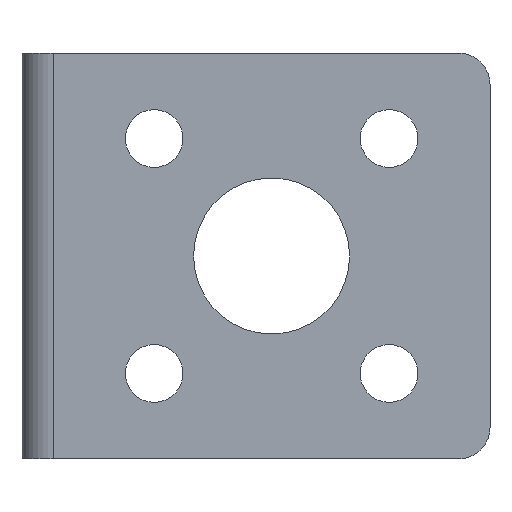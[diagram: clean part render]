
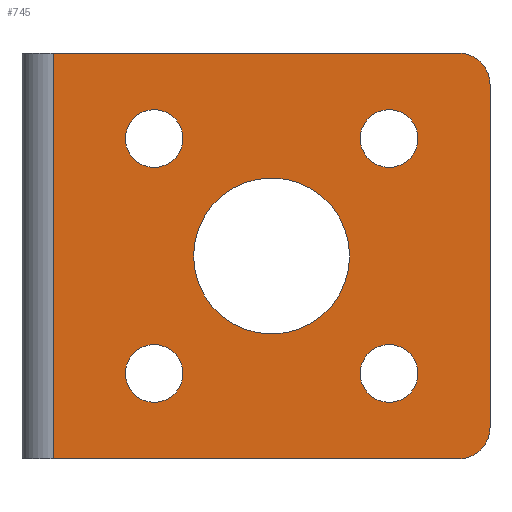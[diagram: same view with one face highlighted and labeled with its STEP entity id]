
A CAD part, left-side view. The second image highlights one B-rep face of the part: STEP entity #745.
In plain terms, the highlighted planar face has unit normal (-1, 0, 0).
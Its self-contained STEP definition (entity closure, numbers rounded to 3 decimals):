
#20 = DIRECTION ( 'NONE',  ( 0., -1., 0. ) ) ;
#24 = EDGE_LOOP ( 'NONE', ( #119, #542 ) ) ;
#32 = CARTESIAN_POINT ( 'NONE',  ( 0., -10.319, 5.469 ) ) ;
#61 = CARTESIAN_POINT ( 'NONE',  ( 0., -28., 26. ) ) ;
#69 = AXIS2_PLACEMENT_3D ( 'NONE', #531, #457, #297 ) ;
#71 = EDGE_CURVE ( 'NONE', #163, #725, #370, .T. ) ;
#72 = CARTESIAN_POINT ( 'NONE',  ( 0., -2., 0. ) ) ;
#79 = CIRCLE ( 'NONE', #112, 5. ) ;
#87 = ORIENTED_EDGE ( 'NONE', *, *, #844, .F. ) ;
#91 = FACE_OUTER_BOUND ( 'NONE', #880, .T. ) ;
#103 = DIRECTION ( 'NONE',  ( 0., -1., 0. ) ) ;
#104 = DIRECTION ( 'NONE',  ( -1., 0., 0. ) ) ;
#109 = ORIENTED_EDGE ( 'NONE', *, *, #647, .F. ) ;
#112 = AXIS2_PLACEMENT_3D ( 'NONE', #328, #897, #894 ) ;
#117 = CIRCLE ( 'NONE', #882, 1.85 ) ;
#119 = ORIENTED_EDGE ( 'NONE', *, *, #401, .F. ) ;
#122 = AXIS2_PLACEMENT_3D ( 'NONE', #236, #552, #154 ) ;
#142 = VECTOR ( 'NONE', #103, 1000. ) ;
#145 = EDGE_LOOP ( 'NONE', ( #197, #266 ) ) ;
#154 = DIRECTION ( 'NONE',  ( 0., -1., 0. ) ) ;
#159 = VERTEX_POINT ( 'NONE', #61 ) ;
#163 = VERTEX_POINT ( 'NONE', #768 ) ;
#171 = EDGE_LOOP ( 'NONE', ( #202, #615 ) ) ;
#190 = VERTEX_POINT ( 'NONE', #555 ) ;
#197 = ORIENTED_EDGE ( 'NONE', *, *, #451, .F. ) ;
#202 = ORIENTED_EDGE ( 'NONE', *, *, #557, .F. ) ;
#223 = VERTEX_POINT ( 'NONE', #633 ) ;
#224 = VERTEX_POINT ( 'NONE', #951 ) ;
#228 = CARTESIAN_POINT ( 'NONE',  ( 0., -11., 13. ) ) ;
#236 = CARTESIAN_POINT ( 'NONE',  ( 0., -16., 13. ) ) ;
#237 = VERTEX_POINT ( 'NONE', #857 ) ;
#266 = ORIENTED_EDGE ( 'NONE', *, *, #302, .F. ) ;
#268 = CARTESIAN_POINT ( 'NONE',  ( 0., -28., 2. ) ) ;
#270 = CIRCLE ( 'NONE', #69, 1.85 ) ;
#277 = FACE_BOUND ( 'NONE', #813, .T. ) ;
#279 = AXIS2_PLACEMENT_3D ( 'NONE', #435, #761, #999 ) ;
#281 = DIRECTION ( 'NONE',  ( -1., 0., 0. ) ) ;
#297 = DIRECTION ( 'NONE',  ( 0., -1., 0. ) ) ;
#302 = EDGE_CURVE ( 'NONE', #489, #237, #117, .T. ) ;
#306 = CIRCLE ( 'NONE', #707, 1.85 ) ;
#311 = CARTESIAN_POINT ( 'NONE',  ( 0., -10.319, 20.531 ) ) ;
#315 = PLANE ( 'NONE',  #744 ) ;
#320 = VECTOR ( 'NONE', #594, 1000. ) ;
#325 = CARTESIAN_POINT ( 'NONE',  ( 0., -8.469, 5.469 ) ) ;
#328 = CARTESIAN_POINT ( 'NONE',  ( 0., -16., 13. ) ) ;
#337 = DIRECTION ( 'NONE',  ( 0., 1., 0. ) ) ;
#345 = CARTESIAN_POINT ( 'NONE',  ( 0., -23.531, 5.469 ) ) ;
#353 = DIRECTION ( 'NONE',  ( -1., 0., 0. ) ) ;
#357 = CARTESIAN_POINT ( 'NONE',  ( 0., -23.531, 20.531 ) ) ;
#369 = CIRCLE ( 'NONE', #279, 1.85 ) ;
#370 = CIRCLE ( 'NONE', #596, 1.85 ) ;
#373 = EDGE_LOOP ( 'NONE', ( #778, #87 ) ) ;
#392 = CIRCLE ( 'NONE', #659, 1.85 ) ;
#396 = ORIENTED_EDGE ( 'NONE', *, *, #418, .T. ) ;
#400 = VERTEX_POINT ( 'NONE', #405 ) ;
#401 = EDGE_CURVE ( 'NONE', #865, #693, #79, .T. ) ;
#402 = CARTESIAN_POINT ( 'NONE',  ( 0., 0., 26. ) ) ;
#405 = CARTESIAN_POINT ( 'NONE',  ( 0., -30., 24. ) ) ;
#406 = LINE ( 'NONE', #402, #142 ) ;
#409 = DIRECTION ( 'NONE',  ( -1., 0., 0. ) ) ;
#418 = EDGE_CURVE ( 'NONE', #950, #770, #500, .T. ) ;
#426 = CARTESIAN_POINT ( 'NONE',  ( 0., -30., 26. ) ) ;
#435 = CARTESIAN_POINT ( 'NONE',  ( 0., -8.469, 20.531 ) ) ;
#437 = EDGE_CURVE ( 'NONE', #950, #159, #406, .T. ) ;
#439 = DIRECTION ( 'NONE',  ( 0., -1., 0. ) ) ;
#444 = AXIS2_PLACEMENT_3D ( 'NONE', #741, #755, #522 ) ;
#450 = LINE ( 'NONE', #830, #320 ) ;
#451 = EDGE_CURVE ( 'NONE', #237, #489, #853, .T. ) ;
#454 = CARTESIAN_POINT ( 'NONE',  ( 0., -23.531, 5.469 ) ) ;
#457 = DIRECTION ( 'NONE',  ( -1., 0., 0. ) ) ;
#465 = CARTESIAN_POINT ( 'NONE',  ( 0., 0., 26. ) ) ;
#468 = DIRECTION ( 'NONE',  ( 0., 1., 0. ) ) ;
#469 = EDGE_CURVE ( 'NONE', #190, #224, #590, .T. ) ;
#475 = DIRECTION ( 'NONE',  ( 0., 1., 0. ) ) ;
#489 = VERTEX_POINT ( 'NONE', #518 ) ;
#499 = CARTESIAN_POINT ( 'NONE',  ( 0., -28., 24. ) ) ;
#500 = LINE ( 'NONE', #815, #708 ) ;
#507 = VERTEX_POINT ( 'NONE', #32 ) ;
#518 = CARTESIAN_POINT ( 'NONE',  ( 0., -21.681, 5.469 ) ) ;
#519 = EDGE_CURVE ( 'NONE', #770, #190, #450, .T. ) ;
#522 = DIRECTION ( 'NONE',  ( 0., 1., 0. ) ) ;
#531 = CARTESIAN_POINT ( 'NONE',  ( 0., -23.531, 20.531 ) ) ;
#542 = ORIENTED_EDGE ( 'NONE', *, *, #684, .F. ) ;
#552 = DIRECTION ( 'NONE',  ( -1., 0., 0. ) ) ;
#555 = CARTESIAN_POINT ( 'NONE',  ( 0., -28., 0. ) ) ;
#557 = EDGE_CURVE ( 'NONE', #801, #765, #934, .T. ) ;
#569 = DIRECTION ( 'NONE',  ( 0., 0., -1. ) ) ;
#573 = EDGE_CURVE ( 'NONE', #765, #801, #369, .T. ) ;
#578 = ORIENTED_EDGE ( 'NONE', *, *, #437, .F. ) ;
#590 = CIRCLE ( 'NONE', #733, 2. ) ;
#593 = FACE_BOUND ( 'NONE', #373, .T. ) ;
#594 = DIRECTION ( 'NONE',  ( 0., -1., 0. ) ) ;
#596 = AXIS2_PLACEMENT_3D ( 'NONE', #357, #281, #439 ) ;
#615 = ORIENTED_EDGE ( 'NONE', *, *, #573, .F. ) ;
#633 = CARTESIAN_POINT ( 'NONE',  ( 0., -6.619, 5.469 ) ) ;
#636 = ORIENTED_EDGE ( 'NONE', *, *, #469, .T. ) ;
#639 = CARTESIAN_POINT ( 'NONE',  ( 0., -21.681, 20.531 ) ) ;
#647 = EDGE_CURVE ( 'NONE', #725, #163, #270, .T. ) ;
#650 = ORIENTED_EDGE ( 'NONE', *, *, #71, .F. ) ;
#652 = DIRECTION ( 'NONE',  ( 0., -1., 0. ) ) ;
#659 = AXIS2_PLACEMENT_3D ( 'NONE', #986, #409, #20 ) ;
#665 = FACE_BOUND ( 'NONE', #24, .T. ) ;
#684 = EDGE_CURVE ( 'NONE', #693, #865, #780, .T. ) ;
#688 = AXIS2_PLACEMENT_3D ( 'NONE', #345, #907, #820 ) ;
#693 = VERTEX_POINT ( 'NONE', #228 ) ;
#707 = AXIS2_PLACEMENT_3D ( 'NONE', #325, #888, #652 ) ;
#708 = VECTOR ( 'NONE', #569, 1000. ) ;
#725 = VERTEX_POINT ( 'NONE', #639 ) ;
#727 = CARTESIAN_POINT ( 'NONE',  ( 0., -21., 13. ) ) ;
#733 = AXIS2_PLACEMENT_3D ( 'NONE', #268, #353, #981 ) ;
#741 = CARTESIAN_POINT ( 'NONE',  ( 0., -8.469, 20.531 ) ) ;
#744 = AXIS2_PLACEMENT_3D ( 'NONE', #465, #878, #475 ) ;
#745 = ADVANCED_FACE ( 'NONE', ( #665, #786, #593, #923, #277, #91 ), #315, .F. ) ;
#755 = DIRECTION ( 'NONE',  ( -1., 0., 0. ) ) ;
#760 = CIRCLE ( 'NONE', #886, 2. ) ;
#761 = DIRECTION ( 'NONE',  ( -1., 0., 0. ) ) ;
#765 = VERTEX_POINT ( 'NONE', #783 ) ;
#768 = CARTESIAN_POINT ( 'NONE',  ( 0., -25.381, 20.531 ) ) ;
#770 = VERTEX_POINT ( 'NONE', #72 ) ;
#778 = ORIENTED_EDGE ( 'NONE', *, *, #1026, .F. ) ;
#780 = CIRCLE ( 'NONE', #122, 5. ) ;
#783 = CARTESIAN_POINT ( 'NONE',  ( 0., -6.619, 20.531 ) ) ;
#786 = FACE_BOUND ( 'NONE', #145, .T. ) ;
#801 = VERTEX_POINT ( 'NONE', #311 ) ;
#813 = EDGE_LOOP ( 'NONE', ( #650, #109 ) ) ;
#815 = CARTESIAN_POINT ( 'NONE',  ( 0., -2., 26. ) ) ;
#820 = DIRECTION ( 'NONE',  ( 0., 1., 0. ) ) ;
#830 = CARTESIAN_POINT ( 'NONE',  ( 0., 0., 0. ) ) ;
#844 = EDGE_CURVE ( 'NONE', #223, #507, #306, .T. ) ;
#853 = CIRCLE ( 'NONE', #688, 1.85 ) ;
#857 = CARTESIAN_POINT ( 'NONE',  ( 0., -25.381, 5.469 ) ) ;
#865 = VERTEX_POINT ( 'NONE', #727 ) ;
#877 = ORIENTED_EDGE ( 'NONE', *, *, #1019, .F. ) ;
#878 = DIRECTION ( 'NONE',  ( 1., 0., 0. ) ) ;
#880 = EDGE_LOOP ( 'NONE', ( #578, #396, #931, #636, #877, #945 ) ) ;
#882 = AXIS2_PLACEMENT_3D ( 'NONE', #454, #1018, #468 ) ;
#886 = AXIS2_PLACEMENT_3D ( 'NONE', #499, #104, #337 ) ;
#888 = DIRECTION ( 'NONE',  ( -1., 0., 0. ) ) ;
#894 = DIRECTION ( 'NONE',  ( 0., -1., 0. ) ) ;
#897 = DIRECTION ( 'NONE',  ( -1., 0., 0. ) ) ;
#899 = DIRECTION ( 'NONE',  ( 0., 0., -1. ) ) ;
#907 = DIRECTION ( 'NONE',  ( -1., 0., 0. ) ) ;
#920 = VECTOR ( 'NONE', #899, 1000. ) ;
#923 = FACE_BOUND ( 'NONE', #171, .T. ) ;
#931 = ORIENTED_EDGE ( 'NONE', *, *, #519, .T. ) ;
#934 = CIRCLE ( 'NONE', #444, 1.85 ) ;
#938 = EDGE_CURVE ( 'NONE', #400, #159, #760, .T. ) ;
#945 = ORIENTED_EDGE ( 'NONE', *, *, #938, .T. ) ;
#950 = VERTEX_POINT ( 'NONE', #978 ) ;
#951 = CARTESIAN_POINT ( 'NONE',  ( 0., -30., 2. ) ) ;
#978 = CARTESIAN_POINT ( 'NONE',  ( 0., -2., 26. ) ) ;
#981 = DIRECTION ( 'NONE',  ( 0., 1., 0. ) ) ;
#986 = CARTESIAN_POINT ( 'NONE',  ( 0., -8.469, 5.469 ) ) ;
#999 = DIRECTION ( 'NONE',  ( 0., 1., 0. ) ) ;
#1014 = LINE ( 'NONE', #426, #920 ) ;
#1018 = DIRECTION ( 'NONE',  ( -1., 0., 0. ) ) ;
#1019 = EDGE_CURVE ( 'NONE', #400, #224, #1014, .T. ) ;
#1026 = EDGE_CURVE ( 'NONE', #507, #223, #392, .T. ) ;
